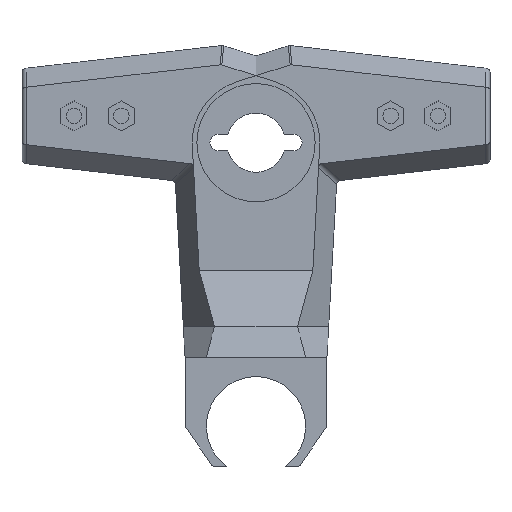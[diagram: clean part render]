
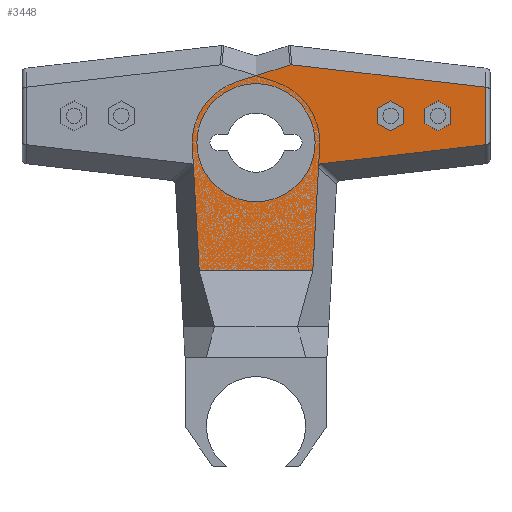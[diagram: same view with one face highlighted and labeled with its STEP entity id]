
A CAD part, front view. The second image highlights one B-rep face of the part: STEP entity #3448.
In plain terms, the highlighted planar face has unit normal (0, -1, 0).
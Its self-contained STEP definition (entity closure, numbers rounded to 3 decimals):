
#30=ELLIPSE('',#3604,1.158,1.);
#34=ELLIPSE('',#3611,1.248,1.);
#59=FACE_BOUND('',#493,.T.);
#60=FACE_BOUND('',#494,.T.);
#61=FACE_BOUND('',#495,.T.);
#139=PLANE('',#3706);
#298=FACE_OUTER_BOUND('',#492,.T.);
#492=EDGE_LOOP('',(#2776,#2777,#2778,#2779,#2780,#2781,#2782,#2783,#2784,
#2785));
#493=EDGE_LOOP('',(#2786,#2787,#2788,#2789,#2790,#2791));
#494=EDGE_LOOP('',(#2792,#2793,#2794,#2795,#2796,#2797));
#495=EDGE_LOOP('',(#2798));
#638=LINE('',#4966,#1028);
#662=LINE('',#5043,#1052);
#671=LINE('',#5061,#1061);
#680=LINE('',#5077,#1070);
#682=LINE('',#5081,#1072);
#683=LINE('',#5083,#1073);
#686=LINE('',#5092,#1076);
#691=LINE('',#5115,#1081);
#695=LINE('',#5123,#1085);
#698=LINE('',#5129,#1088);
#701=LINE('',#5135,#1091);
#704=LINE('',#5141,#1094);
#707=LINE('',#5146,#1097);
#709=LINE('',#5152,#1099);
#713=LINE('',#5160,#1103);
#716=LINE('',#5166,#1106);
#719=LINE('',#5172,#1109);
#722=LINE('',#5178,#1112);
#725=LINE('',#5183,#1115);
#1028=VECTOR('',#3957,10.);
#1052=VECTOR('',#4033,10.);
#1061=VECTOR('',#4046,10.);
#1070=VECTOR('',#4065,10.);
#1072=VECTOR('',#4069,10.);
#1073=VECTOR('',#4072,10.);
#1076=VECTOR('',#4087,10.);
#1081=VECTOR('',#4116,10.);
#1085=VECTOR('',#4122,10.);
#1088=VECTOR('',#4127,10.);
#1091=VECTOR('',#4132,10.);
#1094=VECTOR('',#4137,10.);
#1097=VECTOR('',#4142,10.);
#1099=VECTOR('',#4148,10.);
#1103=VECTOR('',#4154,10.);
#1106=VECTOR('',#4159,10.);
#1109=VECTOR('',#4164,10.);
#1112=VECTOR('',#4169,10.);
#1115=VECTOR('',#4174,10.);
#1399=CIRCLE('',#3624,13.5);
#1421=CIRCLE('',#3702,12.5);
#1509=VERTEX_POINT('',#4964);
#1510=VERTEX_POINT('',#4965);
#1526=VERTEX_POINT('',#5010);
#1527=VERTEX_POINT('',#5012);
#1533=VERTEX_POINT('',#5030);
#1534=VERTEX_POINT('',#5031);
#1537=VERTEX_POINT('',#5042);
#1543=VERTEX_POINT('',#5058);
#1544=VERTEX_POINT('',#5060);
#1547=VERTEX_POINT('',#5079);
#1552=VERTEX_POINT('',#5113);
#1553=VERTEX_POINT('',#5114);
#1556=VERTEX_POINT('',#5122);
#1558=VERTEX_POINT('',#5128);
#1560=VERTEX_POINT('',#5134);
#1562=VERTEX_POINT('',#5140);
#1564=VERTEX_POINT('',#5150);
#1565=VERTEX_POINT('',#5151);
#1568=VERTEX_POINT('',#5159);
#1570=VERTEX_POINT('',#5165);
#1572=VERTEX_POINT('',#5171);
#1574=VERTEX_POINT('',#5177);
#1628=VERTEX_POINT('',#5352);
#1851=EDGE_CURVE('',#1509,#1510,#638,.T.);
#1875=EDGE_CURVE('',#1526,#1527,#30,.T.);
#1884=EDGE_CURVE('',#1533,#1534,#34,.T.);
#1890=EDGE_CURVE('',#1534,#1537,#662,.T.);
#1899=EDGE_CURVE('',#1543,#1544,#671,.T.);
#1908=EDGE_CURVE('',#1537,#1543,#680,.T.);
#1910=EDGE_CURVE('',#1547,#1526,#682,.T.);
#1911=EDGE_CURVE('',#1527,#1509,#683,.T.);
#1912=EDGE_CURVE('',#1544,#1547,#1399,.T.);
#1916=EDGE_CURVE('',#1510,#1533,#686,.T.);
#1925=EDGE_CURVE('',#1552,#1553,#691,.T.);
#1929=EDGE_CURVE('',#1556,#1552,#695,.T.);
#1932=EDGE_CURVE('',#1558,#1556,#698,.T.);
#1935=EDGE_CURVE('',#1560,#1558,#701,.T.);
#1938=EDGE_CURVE('',#1562,#1560,#704,.T.);
#1941=EDGE_CURVE('',#1553,#1562,#707,.T.);
#1943=EDGE_CURVE('',#1564,#1565,#709,.T.);
#1947=EDGE_CURVE('',#1568,#1564,#713,.T.);
#1950=EDGE_CURVE('',#1570,#1568,#716,.T.);
#1953=EDGE_CURVE('',#1572,#1570,#719,.T.);
#1956=EDGE_CURVE('',#1574,#1572,#722,.T.);
#1959=EDGE_CURVE('',#1565,#1574,#725,.T.);
#2044=EDGE_CURVE('',#1628,#1628,#1421,.T.);
#2776=ORIENTED_EDGE('',*,*,#1851,.F.);
#2777=ORIENTED_EDGE('',*,*,#1911,.F.);
#2778=ORIENTED_EDGE('',*,*,#1875,.F.);
#2779=ORIENTED_EDGE('',*,*,#1910,.F.);
#2780=ORIENTED_EDGE('',*,*,#1912,.F.);
#2781=ORIENTED_EDGE('',*,*,#1899,.F.);
#2782=ORIENTED_EDGE('',*,*,#1908,.F.);
#2783=ORIENTED_EDGE('',*,*,#1890,.F.);
#2784=ORIENTED_EDGE('',*,*,#1884,.F.);
#2785=ORIENTED_EDGE('',*,*,#1916,.F.);
#2786=ORIENTED_EDGE('',*,*,#1925,.T.);
#2787=ORIENTED_EDGE('',*,*,#1941,.T.);
#2788=ORIENTED_EDGE('',*,*,#1938,.T.);
#2789=ORIENTED_EDGE('',*,*,#1935,.T.);
#2790=ORIENTED_EDGE('',*,*,#1932,.T.);
#2791=ORIENTED_EDGE('',*,*,#1929,.T.);
#2792=ORIENTED_EDGE('',*,*,#1943,.T.);
#2793=ORIENTED_EDGE('',*,*,#1959,.T.);
#2794=ORIENTED_EDGE('',*,*,#1956,.T.);
#2795=ORIENTED_EDGE('',*,*,#1953,.T.);
#2796=ORIENTED_EDGE('',*,*,#1950,.T.);
#2797=ORIENTED_EDGE('',*,*,#1947,.T.);
#2798=ORIENTED_EDGE('',*,*,#2044,.T.);
#3448=ADVANCED_FACE('',(#298,#59,#60,#61),#139,.F.);
#3604=AXIS2_PLACEMENT_3D('',#5013,#4003,#4004);
#3611=AXIS2_PLACEMENT_3D('',#5032,#4022,#4023);
#3624=AXIS2_PLACEMENT_3D('',#5085,#4075,#4076);
#3702=AXIS2_PLACEMENT_3D('',#5354,#4341,#4342);
#3706=AXIS2_PLACEMENT_3D('',#5359,#4350,#4351);
#3957=DIRECTION('',(0.,0.,-1.));
#4003=DIRECTION('center_axis',(0.,1.,0.));
#4004=DIRECTION('ref_axis',(-0.095,0.,0.995));
#4022=DIRECTION('center_axis',(0.,-1.,0.));
#4023=DIRECTION('ref_axis',(-0.728,0.,0.686));
#4033=DIRECTION('',(-0.055,0.,-0.998));
#4046=DIRECTION('',(-0.055,0.,0.998));
#4065=DIRECTION('',(-1.,0.,0.));
#4069=DIRECTION('',(0.953,0.,0.301));
#4072=DIRECTION('',(0.993,0.,-0.115));
#4075=DIRECTION('center_axis',(0.,1.,0.));
#4076=DIRECTION('ref_axis',(-1.,0.,0.));
#4087=DIRECTION('',(-0.993,0.,-0.115));
#4116=DIRECTION('',(-0.866,0.,0.5));
#4122=DIRECTION('',(-0.866,0.,-0.5));
#4127=DIRECTION('',(0.,0.,-1.));
#4132=DIRECTION('',(0.866,0.,-0.5));
#4137=DIRECTION('',(0.866,0.,0.5));
#4142=DIRECTION('',(0.,0.,1.));
#4148=DIRECTION('',(0.866,0.,-0.5));
#4154=DIRECTION('',(0.866,0.,0.5));
#4159=DIRECTION('',(0.,0.,1.));
#4164=DIRECTION('',(-0.866,0.,0.5));
#4169=DIRECTION('',(-0.866,0.,-0.5));
#4174=DIRECTION('',(0.,0.,-1.));
#4341=DIRECTION('center_axis',(0.,1.,0.));
#4342=DIRECTION('ref_axis',(1.,0.,0.));
#4350=DIRECTION('center_axis',(0.,1.,0.));
#4351=DIRECTION('ref_axis',(1.,0.,0.));
#4964=CARTESIAN_POINT('',(48.5,-12.,11.739));
#4965=CARTESIAN_POINT('',(48.5,-12.,-0.439));
#4966=CARTESIAN_POINT('',(48.5,-12.,1.592));
#5010=CARTESIAN_POINT('',(7.213,-12.,16.44));
#5012=CARTESIAN_POINT('',(7.575,-12.,16.474));
#5013=CARTESIAN_POINT('Origin',(7.503,-12.,15.323));
#5030=CARTESIAN_POINT('',(13.997,-12.,-4.431));
#5031=CARTESIAN_POINT('',(13.229,-12.,-5.246));
#5032=CARTESIAN_POINT('Origin',(14.366,-12.,-5.548));
#5042=CARTESIAN_POINT('',(12.021,-12.,-27.));
#5043=CARTESIAN_POINT('',(12.961,-12.,-10.085));
#5058=CARTESIAN_POINT('',(-12.021,-12.,-27.));
#5060=CARTESIAN_POINT('',(-13.479,-12.,-0.749));
#5061=CARTESIAN_POINT('',(-11.873,-12.,-29.67));
#5077=CARTESIAN_POINT('',(0.5,-12.,-27.));
#5079=CARTESIAN_POINT('',(-4.07,-12.,12.872));
#5081=CARTESIAN_POINT('',(1.411,-12.,14.605));
#5083=CARTESIAN_POINT('',(12.867,-12.,15.862));
#5085=CARTESIAN_POINT('Origin',(0.,-12.,0.));
#5092=CARTESIAN_POINT('',(32.048,-12.,-2.343));
#5113=CARTESIAN_POINT('',(38.5,-12.,2.475));
#5114=CARTESIAN_POINT('',(35.75,-12.,4.062));
#5115=CARTESIAN_POINT('',(33.297,-12.,5.478));
#5122=CARTESIAN_POINT('',(41.25,-12.,4.062));
#5123=CARTESIAN_POINT('',(28.203,-12.,-3.471));
#5128=CARTESIAN_POINT('',(41.25,-12.,7.238));
#5129=CARTESIAN_POINT('',(41.25,-12.,-2.614));
#5134=CARTESIAN_POINT('',(38.5,-12.,8.825));
#5135=CARTESIAN_POINT('',(34.672,-12.,11.035));
#5140=CARTESIAN_POINT('',(35.75,-12.,7.238));
#5141=CARTESIAN_POINT('',(24.078,-12.,0.499));
#5146=CARTESIAN_POINT('',(35.75,-12.,-4.202));
#5150=CARTESIAN_POINT('',(28.5,-12.,8.825));
#5151=CARTESIAN_POINT('',(31.25,-12.,7.238));
#5152=CARTESIAN_POINT('',(28.422,-12.,8.87));
#5159=CARTESIAN_POINT('',(25.75,-12.,7.238));
#5160=CARTESIAN_POINT('',(17.828,-12.,2.664));
#5165=CARTESIAN_POINT('',(25.75,-12.,4.062));
#5166=CARTESIAN_POINT('',(25.75,-12.,-4.202));
#5171=CARTESIAN_POINT('',(28.5,-12.,2.475));
#5172=CARTESIAN_POINT('',(27.047,-12.,3.313));
#5177=CARTESIAN_POINT('',(31.25,-12.,4.062));
#5178=CARTESIAN_POINT('',(21.953,-12.,-1.306));
#5183=CARTESIAN_POINT('',(31.25,-12.,-2.614));
#5352=CARTESIAN_POINT('',(-12.5,-12.,0.));
#5354=CARTESIAN_POINT('Origin',(0.,-12.,0.));
#5359=CARTESIAN_POINT('Origin',(16.,-12.,-12.466));
